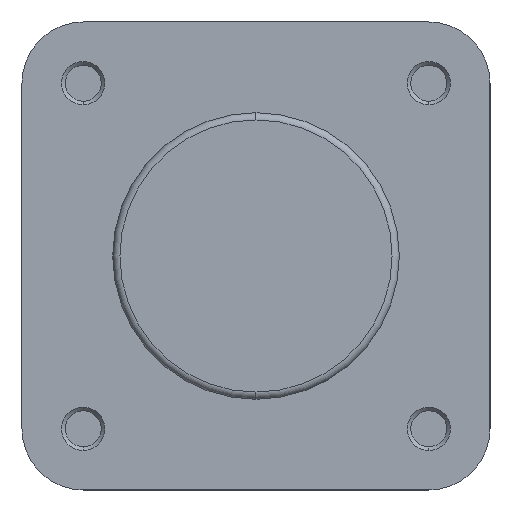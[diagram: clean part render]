
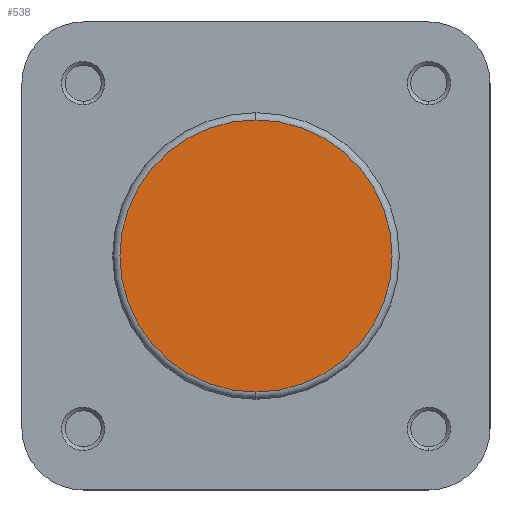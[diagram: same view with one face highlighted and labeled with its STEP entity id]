
A CAD part, left-side view. The second image highlights one B-rep face of the part: STEP entity #538.
In plain terms, the highlighted planar face has unit normal (-1, 0, 0).
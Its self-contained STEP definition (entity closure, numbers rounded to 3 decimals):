
#84 = EDGE_LOOP ( 'NONE', ( #948, #947 ) ) ;
#538 = ADVANCED_FACE ( 'NONE', ( #1845 ), #2783, .F. ) ;
#947 = ORIENTED_EDGE ( 'NONE', *, *, #3881, .T. ) ;
#948 = ORIENTED_EDGE ( 'NONE', *, *, #3936, .T. ) ;
#1369 = CARTESIAN_POINT ( 'NONE',  ( 21., 0., 18.9 ) ) ;
#1377 = CARTESIAN_POINT ( 'NONE',  ( 21., 0., -18.9 ) ) ;
#1845 = FACE_OUTER_BOUND ( 'NONE', #84, .T. ) ;
#2224 = CIRCLE ( 'NONE', #2476, 18.9 ) ;
#2309 = CIRCLE ( 'NONE', #2445, 18.9 ) ;
#2445 = AXIS2_PLACEMENT_3D ( 'NONE', #3549, #3540, #3550 ) ;
#2476 = AXIS2_PLACEMENT_3D ( 'NONE', #3539, #3526, #3523 ) ;
#2783 = PLANE ( 'NONE',  #3768 ) ;
#2878 = DIRECTION ( 'NONE',  ( 1., 0., 0. ) ) ;
#2903 = CARTESIAN_POINT ( 'NONE',  ( 21., 19.9, 0. ) ) ;
#2980 = DIRECTION ( 'NONE',  ( 0., 0., -1. ) ) ;
#2998 = VERTEX_POINT ( 'NONE', #1377 ) ;
#3050 = VERTEX_POINT ( 'NONE', #1369 ) ;
#3523 = DIRECTION ( 'NONE',  ( 0., 0., -1. ) ) ;
#3526 = DIRECTION ( 'NONE',  ( -1., 0., 0. ) ) ;
#3539 = CARTESIAN_POINT ( 'NONE',  ( 21., 0., 0. ) ) ;
#3540 = DIRECTION ( 'NONE',  ( -1., 0., 0. ) ) ;
#3549 = CARTESIAN_POINT ( 'NONE',  ( 21., 0., 0. ) ) ;
#3550 = DIRECTION ( 'NONE',  ( 0., 0., -1. ) ) ;
#3768 = AXIS2_PLACEMENT_3D ( 'NONE', #2903, #2878, #2980 ) ;
#3881 = EDGE_CURVE ( 'NONE', #3050, #2998, #2224, .T. ) ;
#3936 = EDGE_CURVE ( 'NONE', #2998, #3050, #2309, .T. ) ;
